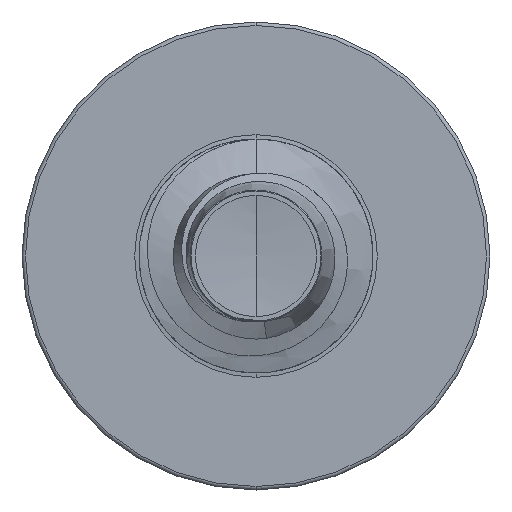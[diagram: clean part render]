
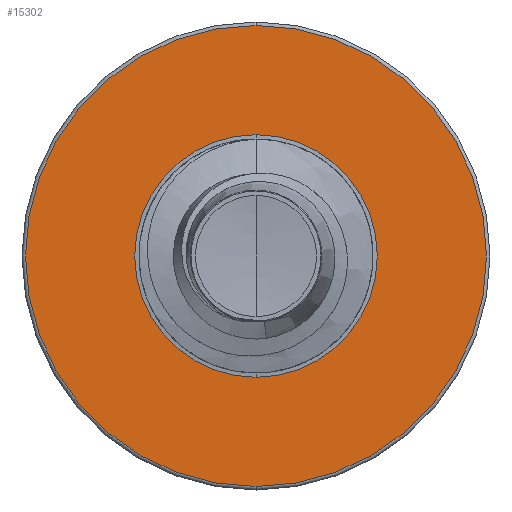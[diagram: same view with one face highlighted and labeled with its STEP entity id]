
A CAD part, front view. The second image highlights one B-rep face of the part: STEP entity #15302.
In plain terms, the highlighted planar face has unit normal (0, -1, 0).
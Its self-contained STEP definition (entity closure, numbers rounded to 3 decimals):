
#375 = ORIENTED_EDGE ( 'NONE', *, *, #4999, .T. ) ;
#930 = ORIENTED_EDGE ( 'NONE', *, *, #3413, .F. ) ;
#1512 = DIRECTION ( 'NONE',  ( 0., 1., 0. ) ) ;
#1703 = EDGE_CURVE ( 'NONE', #12174, #9776, #15419, .T. ) ;
#2020 = DIRECTION ( 'NONE',  ( 0., 0., 1. ) ) ;
#2026 = DIRECTION ( 'NONE',  ( 0., 1., 0. ) ) ;
#2051 = CARTESIAN_POINT ( 'NONE',  ( 0., 8., 0. ) ) ;
#3087 = ORIENTED_EDGE ( 'NONE', *, *, #1703, .T. ) ;
#3413 = EDGE_CURVE ( 'NONE', #15363, #18429, #11659, .T. ) ;
#4652 = CARTESIAN_POINT ( 'NONE',  ( 0., 8., 1.296 ) ) ;
#4706 = CIRCLE ( 'NONE', #8811, 2.462 ) ;
#4999 = EDGE_CURVE ( 'NONE', #9776, #12174, #17545, .T. ) ;
#5010 = DIRECTION ( 'NONE',  ( 0., 0., 1. ) ) ;
#5018 = DIRECTION ( 'NONE',  ( 0., 1., 0. ) ) ;
#5046 = CARTESIAN_POINT ( 'NONE',  ( 0., 8., 0. ) ) ;
#8092 = DIRECTION ( 'NONE',  ( 0., 1., 0. ) ) ;
#8197 = CARTESIAN_POINT ( 'NONE',  ( 0., 8., 0. ) ) ;
#8336 = AXIS2_PLACEMENT_3D ( 'NONE', #8197, #8092, #8764 ) ;
#8764 = DIRECTION ( 'NONE',  ( 0., 0., 1. ) ) ;
#8811 = AXIS2_PLACEMENT_3D ( 'NONE', #5046, #5018, #5010 ) ;
#9776 = VERTEX_POINT ( 'NONE', #14579 ) ;
#10322 = FACE_BOUND ( 'NONE', #10958, .T. ) ;
#10582 = CARTESIAN_POINT ( 'NONE',  ( 0., 8., 2.463 ) ) ;
#10958 = EDGE_LOOP ( 'NONE', ( #3087, #375 ) ) ;
#11659 = CIRCLE ( 'NONE', #17998, 2.462 ) ;
#12174 = VERTEX_POINT ( 'NONE', #4652 ) ;
#12376 = AXIS2_PLACEMENT_3D ( 'NONE', #2051, #2026, #2020 ) ;
#12676 = ORIENTED_EDGE ( 'NONE', *, *, #13774, .F. ) ;
#13453 = DIRECTION ( 'NONE',  ( 0., 0., 1. ) ) ;
#13774 = EDGE_CURVE ( 'NONE', #18429, #15363, #4706, .T. ) ;
#14405 = AXIS2_PLACEMENT_3D ( 'NONE', #18375, #1512, #13453 ) ;
#14579 = CARTESIAN_POINT ( 'NONE',  ( 0., 8., -1.296 ) ) ;
#15302 = ADVANCED_FACE ( 'NONE', ( #16946, #10322 ), #17640, .F. ) ;
#15363 = VERTEX_POINT ( 'NONE', #10582 ) ;
#15376 = EDGE_LOOP ( 'NONE', ( #930, #12676 ) ) ;
#15419 = CIRCLE ( 'NONE', #8336, 1.296 ) ;
#16171 = CARTESIAN_POINT ( 'NONE',  ( 0., 8., -2.462 ) ) ;
#16299 = DIRECTION ( 'NONE',  ( 0., 0., 1. ) ) ;
#16319 = DIRECTION ( 'NONE',  ( 0., 1., 0. ) ) ;
#16334 = CARTESIAN_POINT ( 'NONE',  ( 0., 8., 0. ) ) ;
#16946 = FACE_OUTER_BOUND ( 'NONE', #15376, .T. ) ;
#17545 = CIRCLE ( 'NONE', #12376, 1.296 ) ;
#17640 = PLANE ( 'NONE',  #14405 ) ;
#17998 = AXIS2_PLACEMENT_3D ( 'NONE', #16334, #16319, #16299 ) ;
#18375 = CARTESIAN_POINT ( 'NONE',  ( 0., 8., -1.296 ) ) ;
#18429 = VERTEX_POINT ( 'NONE', #16171 ) ;
